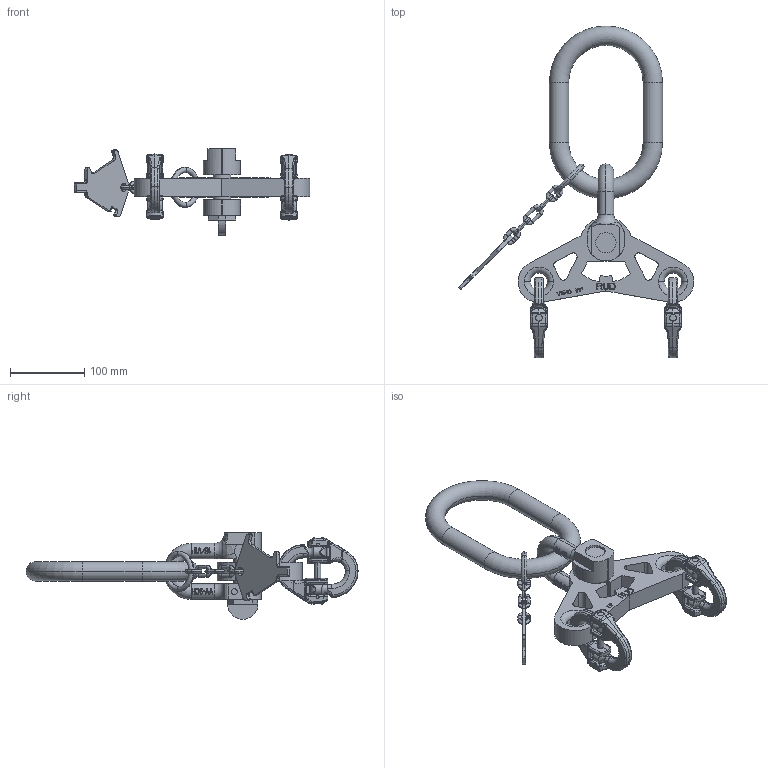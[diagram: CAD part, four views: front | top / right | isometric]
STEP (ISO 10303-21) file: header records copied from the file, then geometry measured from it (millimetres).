
FILE_DESCRIPTION((''),'2;1');
FILE_NAME('001-M34927-P-3_ASM','2019-01-24T',('anja.joas'),(''),'PRO/ENGINEER BY PARAMETRIC TECHNOLOGY CORPORATION, 2011490','PRO/ENGINEER BY PARAMETRIC TECHNOLOGY CORPORATION, 2011490','');
FILE_SCHEMA(('CONFIG_CONTROL_DESIGN'));
Length unit declared in the file: millimetre
Products named in the file (12): 001-M34474-P-5; 001-M31107-P-1; 001-M34651-P-1; 001-M34292-P-1; 001-M34292-P-2_ASM; 001-M31128-V02; 001-M31164-P-1; 001-M31129-P-1; 001-M33743-001; 001-M31130-003_ASM; 001-M31164-P-1_ASM; 001-M34927-P-3_ASM
Assembly tree (15 placements, depth 4):
  001-M34927-P-3_ASM
    001-M34474-P-5
    001-M31107-P-1
    001-M34651-P-1
    001-M34292-P-2_ASM  x2
      001-M34292-P-1
    001-M31128-V02
    001-M31164-P-1_ASM
      001-M31164-P-1
      001-M31129-P-1  x2
      001-M31130-003_ASM
        001-M33743-001  x3
Bounding box: 316.25 x 445.81 x 116.5 mm (x, y, z)
Volume: 985641.9 mm3; surface area: 191715.7 mm2
Topology: 12 solids, 12 shells, 1892 faces, 4979 edges, 3149 vertices
Faces by surface type: plane 1166, cylinder 333, bspline 233, torus 112, cone 48
Entity records: 48087 total; most frequent: CARTESIAN_POINT 17534, ORIENTED_EDGE 6686, DIRECTION 5740, EDGE_CURVE 3343, VECTOR 2334, LINE 2334, VERTEX_POINT 2137, AXIS2_PLACEMENT_3D 1703
